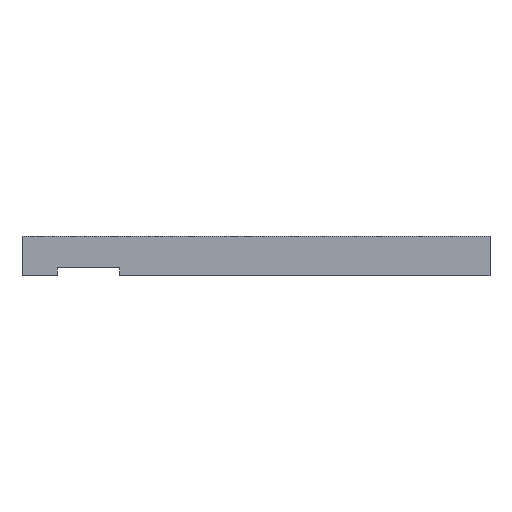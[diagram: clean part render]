
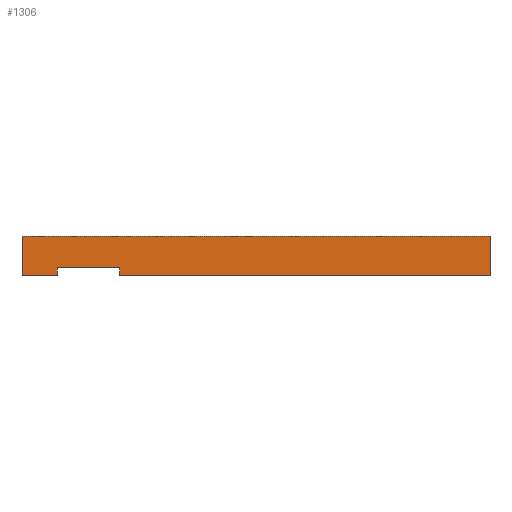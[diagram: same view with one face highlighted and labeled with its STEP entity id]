
A CAD part, front view. The second image highlights one B-rep face of the part: STEP entity #1306.
In plain terms, the highlighted planar face has unit normal (0, -1, 0).
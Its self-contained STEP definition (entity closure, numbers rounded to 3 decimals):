
#45 = PLANE('',#46);
#46 = AXIS2_PLACEMENT_3D('',#47,#48,#49);
#47 = CARTESIAN_POINT('',(1.247,-58.527,29.6));
#48 = DIRECTION('',(0.,0.,-1.));
#49 = DIRECTION('',(1.,0.,0.));
#95 = PLANE('',#96);
#96 = AXIS2_PLACEMENT_3D('',#97,#98,#99);
#97 = CARTESIAN_POINT('',(1.247,-58.527,34.6));
#98 = DIRECTION('',(0.,0.,-1.));
#99 = DIRECTION('',(1.,0.,0.));
#349 = PLANE('',#350);
#350 = AXIS2_PLACEMENT_3D('',#351,#352,#353);
#351 = CARTESIAN_POINT('',(7.797,-93.527,30.6));
#352 = DIRECTION('',(0.,0.,-1.));
#353 = DIRECTION('',(-1.,0.,0.));
#891 = PLANE('',#892);
#892 = AXIS2_PLACEMENT_3D('',#893,#894,#895);
#893 = CARTESIAN_POINT('',(7.797,-93.527,29.6));
#894 = DIRECTION('',(-1.,0.,0.));
#895 = DIRECTION('',(0.,0.,1.));
#916 = VERTEX_POINT('',#917);
#917 = CARTESIAN_POINT('',(7.797,-93.527,29.6));
#938 = EDGE_CURVE('',#916,#939,#941,.T.);
#939 = VERTEX_POINT('',#940);
#940 = CARTESIAN_POINT('',(7.797,-93.527,30.6));
#941 = SURFACE_CURVE('',#942,(#946,#953),.PCURVE_S1.);
#942 = LINE('',#943,#944);
#943 = CARTESIAN_POINT('',(7.797,-93.527,29.6));
#944 = VECTOR('',#945,1.);
#945 = DIRECTION('',(0.,0.,1.));
#946 = PCURVE('',#891,#947);
#947 = DEFINITIONAL_REPRESENTATION('',(#948),#952);
#948 = LINE('',#949,#950);
#949 = CARTESIAN_POINT('',(0.,0.));
#950 = VECTOR('',#951,1.);
#951 = DIRECTION('',(1.,0.));
#952 = ( GEOMETRIC_REPRESENTATION_CONTEXT(2) 
PARAMETRIC_REPRESENTATION_CONTEXT() REPRESENTATION_CONTEXT('2D SPACE',''
  ) );
#953 = PCURVE('',#954,#959);
#954 = PLANE('',#955);
#955 = AXIS2_PLACEMENT_3D('',#956,#957,#958);
#956 = CARTESIAN_POINT('',(7.247,-93.527,29.6));
#957 = DIRECTION('',(0.,1.,0.));
#958 = DIRECTION('',(-1.,0.,0.));
#959 = DEFINITIONAL_REPRESENTATION('',(#960),#964);
#960 = LINE('',#961,#962);
#961 = CARTESIAN_POINT('',(-0.55,0.));
#962 = VECTOR('',#963,1.);
#963 = DIRECTION('',(0.,1.));
#964 = ( GEOMETRIC_REPRESENTATION_CONTEXT(2) 
PARAMETRIC_REPRESENTATION_CONTEXT() REPRESENTATION_CONTEXT('2D SPACE',''
  ) );
#1001 = PLANE('',#1002);
#1002 = AXIS2_PLACEMENT_3D('',#1003,#1004,#1005);
#1003 = CARTESIAN_POINT('',(-0.203,-93.527,30.6));
#1004 = DIRECTION('',(1.,0.,0.));
#1005 = DIRECTION('',(0.,0.,-1.));
#1026 = VERTEX_POINT('',#1027);
#1027 = CARTESIAN_POINT('',(-0.203,-93.527,30.6));
#1048 = EDGE_CURVE('',#1026,#1049,#1051,.T.);
#1049 = VERTEX_POINT('',#1050);
#1050 = CARTESIAN_POINT('',(-0.203,-93.527,29.6));
#1051 = SURFACE_CURVE('',#1052,(#1056,#1063),.PCURVE_S1.);
#1052 = LINE('',#1053,#1054);
#1053 = CARTESIAN_POINT('',(-0.203,-93.527,30.1));
#1054 = VECTOR('',#1055,1.);
#1055 = DIRECTION('',(0.,0.,-1.));
#1056 = PCURVE('',#1001,#1057);
#1057 = DEFINITIONAL_REPRESENTATION('',(#1058),#1062);
#1058 = LINE('',#1059,#1060);
#1059 = CARTESIAN_POINT('',(0.5,0.));
#1060 = VECTOR('',#1061,1.);
#1061 = DIRECTION('',(1.,0.));
#1062 = ( GEOMETRIC_REPRESENTATION_CONTEXT(2) 
PARAMETRIC_REPRESENTATION_CONTEXT() REPRESENTATION_CONTEXT('2D SPACE',''
  ) );
#1063 = PCURVE('',#954,#1064);
#1064 = DEFINITIONAL_REPRESENTATION('',(#1065),#1069);
#1065 = LINE('',#1066,#1067);
#1066 = CARTESIAN_POINT('',(7.45,0.5));
#1067 = VECTOR('',#1068,1.);
#1068 = DIRECTION('',(0.,-1.));
#1069 = ( GEOMETRIC_REPRESENTATION_CONTEXT(2) 
PARAMETRIC_REPRESENTATION_CONTEXT() REPRESENTATION_CONTEXT('2D SPACE',''
  ) );
#1085 = PLANE('',#1086);
#1086 = AXIS2_PLACEMENT_3D('',#1087,#1088,#1089);
#1087 = CARTESIAN_POINT('',(1.247,-58.527,29.6));
#1088 = DIRECTION('',(0.,0.,-1.));
#1089 = DIRECTION('',(1.,0.,0.));
#1124 = EDGE_CURVE('',#939,#1026,#1125,.T.);
#1125 = SURFACE_CURVE('',#1126,(#1130,#1137),.PCURVE_S1.);
#1126 = LINE('',#1127,#1128);
#1127 = CARTESIAN_POINT('',(7.522,-93.527,30.6));
#1128 = VECTOR('',#1129,1.);
#1129 = DIRECTION('',(-1.,0.,0.));
#1130 = PCURVE('',#349,#1131);
#1131 = DEFINITIONAL_REPRESENTATION('',(#1132),#1136);
#1132 = LINE('',#1133,#1134);
#1133 = CARTESIAN_POINT('',(0.275,0.));
#1134 = VECTOR('',#1135,1.);
#1135 = DIRECTION('',(1.,0.));
#1136 = ( GEOMETRIC_REPRESENTATION_CONTEXT(2) 
PARAMETRIC_REPRESENTATION_CONTEXT() REPRESENTATION_CONTEXT('2D SPACE',''
  ) );
#1137 = PCURVE('',#954,#1138);
#1138 = DEFINITIONAL_REPRESENTATION('',(#1139),#1143);
#1139 = LINE('',#1140,#1141);
#1140 = CARTESIAN_POINT('',(-0.275,1.));
#1141 = VECTOR('',#1142,1.);
#1142 = DIRECTION('',(1.,0.));
#1143 = ( GEOMETRIC_REPRESENTATION_CONTEXT(2) 
PARAMETRIC_REPRESENTATION_CONTEXT() REPRESENTATION_CONTEXT('2D SPACE',''
  ) );
#1273 = PLANE('',#1274);
#1274 = AXIS2_PLACEMENT_3D('',#1275,#1276,#1277);
#1275 = CARTESIAN_POINT('',(55.247,-1.527,29.6));
#1276 = DIRECTION('',(-1.,0.,0.));
#1277 = DIRECTION('',(0.,-1.,0.));
#1306 = ADVANCED_FACE('',(#1307),#954,.F.);
#1307 = FACE_BOUND('',#1308,.T.);
#1308 = EDGE_LOOP('',(#1309,#1310,#1333,#1356,#1379,#1407,#1428,#1429));
#1309 = ORIENTED_EDGE('',*,*,#938,.F.);
#1310 = ORIENTED_EDGE('',*,*,#1311,.F.);
#1311 = EDGE_CURVE('',#1312,#916,#1314,.T.);
#1312 = VERTEX_POINT('',#1313);
#1313 = CARTESIAN_POINT('',(55.247,-93.527,29.6));
#1314 = SURFACE_CURVE('',#1315,(#1319,#1326),.PCURVE_S1.);
#1315 = LINE('',#1316,#1317);
#1316 = CARTESIAN_POINT('',(7.247,-93.527,29.6));
#1317 = VECTOR('',#1318,1.);
#1318 = DIRECTION('',(-1.,0.,0.));
#1319 = PCURVE('',#954,#1320);
#1320 = DEFINITIONAL_REPRESENTATION('',(#1321),#1325);
#1321 = LINE('',#1322,#1323);
#1322 = CARTESIAN_POINT('',(0.,0.));
#1323 = VECTOR('',#1324,1.);
#1324 = DIRECTION('',(1.,0.));
#1325 = ( GEOMETRIC_REPRESENTATION_CONTEXT(2) 
PARAMETRIC_REPRESENTATION_CONTEXT() REPRESENTATION_CONTEXT('2D SPACE',''
  ) );
#1326 = PCURVE('',#45,#1327);
#1327 = DEFINITIONAL_REPRESENTATION('',(#1328),#1332);
#1328 = LINE('',#1329,#1330);
#1329 = CARTESIAN_POINT('',(6.,35.));
#1330 = VECTOR('',#1331,1.);
#1331 = DIRECTION('',(-1.,0.));
#1332 = ( GEOMETRIC_REPRESENTATION_CONTEXT(2) 
PARAMETRIC_REPRESENTATION_CONTEXT() REPRESENTATION_CONTEXT('2D SPACE',''
  ) );
#1333 = ORIENTED_EDGE('',*,*,#1334,.T.);
#1334 = EDGE_CURVE('',#1312,#1335,#1337,.T.);
#1335 = VERTEX_POINT('',#1336);
#1336 = CARTESIAN_POINT('',(55.247,-93.527,34.6));
#1337 = SURFACE_CURVE('',#1338,(#1342,#1349),.PCURVE_S1.);
#1338 = LINE('',#1339,#1340);
#1339 = CARTESIAN_POINT('',(55.247,-93.527,29.6));
#1340 = VECTOR('',#1341,1.);
#1341 = DIRECTION('',(0.,0.,1.));
#1342 = PCURVE('',#954,#1343);
#1343 = DEFINITIONAL_REPRESENTATION('',(#1344),#1348);
#1344 = LINE('',#1345,#1346);
#1345 = CARTESIAN_POINT('',(-48.,0.));
#1346 = VECTOR('',#1347,1.);
#1347 = DIRECTION('',(0.,1.));
#1348 = ( GEOMETRIC_REPRESENTATION_CONTEXT(2) 
PARAMETRIC_REPRESENTATION_CONTEXT() REPRESENTATION_CONTEXT('2D SPACE',''
  ) );
#1349 = PCURVE('',#1273,#1350);
#1350 = DEFINITIONAL_REPRESENTATION('',(#1351),#1355);
#1351 = LINE('',#1352,#1353);
#1352 = CARTESIAN_POINT('',(92.,0.));
#1353 = VECTOR('',#1354,1.);
#1354 = DIRECTION('',(0.,1.));
#1355 = ( GEOMETRIC_REPRESENTATION_CONTEXT(2) 
PARAMETRIC_REPRESENTATION_CONTEXT() REPRESENTATION_CONTEXT('2D SPACE',''
  ) );
#1356 = ORIENTED_EDGE('',*,*,#1357,.T.);
#1357 = EDGE_CURVE('',#1335,#1358,#1360,.T.);
#1358 = VERTEX_POINT('',#1359);
#1359 = CARTESIAN_POINT('',(-4.753,-93.527,34.6));
#1360 = SURFACE_CURVE('',#1361,(#1365,#1372),.PCURVE_S1.);
#1361 = LINE('',#1362,#1363);
#1362 = CARTESIAN_POINT('',(55.247,-93.527,34.6));
#1363 = VECTOR('',#1364,1.);
#1364 = DIRECTION('',(-1.,0.,0.));
#1365 = PCURVE('',#954,#1366);
#1366 = DEFINITIONAL_REPRESENTATION('',(#1367),#1371);
#1367 = LINE('',#1368,#1369);
#1368 = CARTESIAN_POINT('',(-48.,5.));
#1369 = VECTOR('',#1370,1.);
#1370 = DIRECTION('',(1.,0.));
#1371 = ( GEOMETRIC_REPRESENTATION_CONTEXT(2) 
PARAMETRIC_REPRESENTATION_CONTEXT() REPRESENTATION_CONTEXT('2D SPACE',''
  ) );
#1372 = PCURVE('',#95,#1373);
#1373 = DEFINITIONAL_REPRESENTATION('',(#1374),#1378);
#1374 = LINE('',#1375,#1376);
#1375 = CARTESIAN_POINT('',(54.,35.));
#1376 = VECTOR('',#1377,1.);
#1377 = DIRECTION('',(-1.,0.));
#1378 = ( GEOMETRIC_REPRESENTATION_CONTEXT(2) 
PARAMETRIC_REPRESENTATION_CONTEXT() REPRESENTATION_CONTEXT('2D SPACE',''
  ) );
#1379 = ORIENTED_EDGE('',*,*,#1380,.F.);
#1380 = EDGE_CURVE('',#1381,#1358,#1383,.T.);
#1381 = VERTEX_POINT('',#1382);
#1382 = CARTESIAN_POINT('',(-4.753,-93.527,29.6));
#1383 = SURFACE_CURVE('',#1384,(#1388,#1395),.PCURVE_S1.);
#1384 = LINE('',#1385,#1386);
#1385 = CARTESIAN_POINT('',(-4.753,-93.527,29.6));
#1386 = VECTOR('',#1387,1.);
#1387 = DIRECTION('',(0.,0.,1.));
#1388 = PCURVE('',#954,#1389);
#1389 = DEFINITIONAL_REPRESENTATION('',(#1390),#1394);
#1390 = LINE('',#1391,#1392);
#1391 = CARTESIAN_POINT('',(12.,0.));
#1392 = VECTOR('',#1393,1.);
#1393 = DIRECTION('',(0.,1.));
#1394 = ( GEOMETRIC_REPRESENTATION_CONTEXT(2) 
PARAMETRIC_REPRESENTATION_CONTEXT() REPRESENTATION_CONTEXT('2D SPACE',''
  ) );
#1395 = PCURVE('',#1396,#1401);
#1396 = PLANE('',#1397);
#1397 = AXIS2_PLACEMENT_3D('',#1398,#1399,#1400);
#1398 = CARTESIAN_POINT('',(-4.753,-93.527,29.6));
#1399 = DIRECTION('',(1.,0.,0.));
#1400 = DIRECTION('',(0.,1.,0.));
#1401 = DEFINITIONAL_REPRESENTATION('',(#1402),#1406);
#1402 = LINE('',#1403,#1404);
#1403 = CARTESIAN_POINT('',(0.,0.));
#1404 = VECTOR('',#1405,1.);
#1405 = DIRECTION('',(0.,1.));
#1406 = ( GEOMETRIC_REPRESENTATION_CONTEXT(2) 
PARAMETRIC_REPRESENTATION_CONTEXT() REPRESENTATION_CONTEXT('2D SPACE',''
  ) );
#1407 = ORIENTED_EDGE('',*,*,#1408,.F.);
#1408 = EDGE_CURVE('',#1049,#1381,#1409,.T.);
#1409 = SURFACE_CURVE('',#1410,(#1414,#1421),.PCURVE_S1.);
#1410 = LINE('',#1411,#1412);
#1411 = CARTESIAN_POINT('',(7.247,-93.527,29.6));
#1412 = VECTOR('',#1413,1.);
#1413 = DIRECTION('',(-1.,0.,0.));
#1414 = PCURVE('',#954,#1415);
#1415 = DEFINITIONAL_REPRESENTATION('',(#1416),#1420);
#1416 = LINE('',#1417,#1418);
#1417 = CARTESIAN_POINT('',(0.,0.));
#1418 = VECTOR('',#1419,1.);
#1419 = DIRECTION('',(1.,0.));
#1420 = ( GEOMETRIC_REPRESENTATION_CONTEXT(2) 
PARAMETRIC_REPRESENTATION_CONTEXT() REPRESENTATION_CONTEXT('2D SPACE',''
  ) );
#1421 = PCURVE('',#1085,#1422);
#1422 = DEFINITIONAL_REPRESENTATION('',(#1423),#1427);
#1423 = LINE('',#1424,#1425);
#1424 = CARTESIAN_POINT('',(6.,35.));
#1425 = VECTOR('',#1426,1.);
#1426 = DIRECTION('',(-1.,0.));
#1427 = ( GEOMETRIC_REPRESENTATION_CONTEXT(2) 
PARAMETRIC_REPRESENTATION_CONTEXT() REPRESENTATION_CONTEXT('2D SPACE',''
  ) );
#1428 = ORIENTED_EDGE('',*,*,#1048,.F.);
#1429 = ORIENTED_EDGE('',*,*,#1124,.F.);
